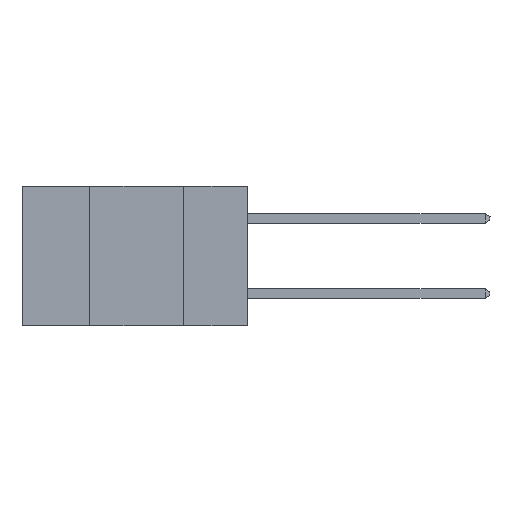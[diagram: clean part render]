
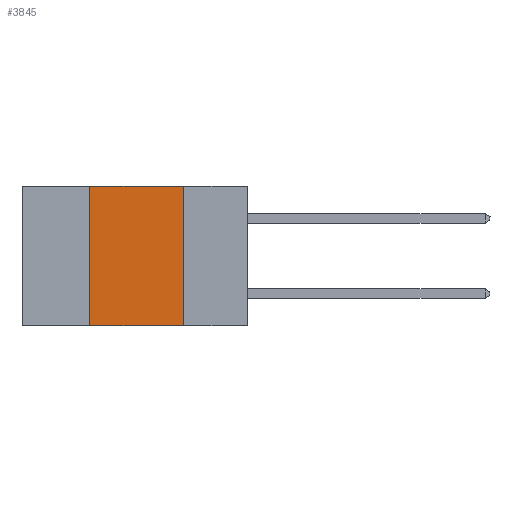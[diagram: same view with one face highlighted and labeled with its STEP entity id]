
A CAD part, left-side view. The second image highlights one B-rep face of the part: STEP entity #3845.
In plain terms, the highlighted planar face has unit normal (-1, 0, 0).
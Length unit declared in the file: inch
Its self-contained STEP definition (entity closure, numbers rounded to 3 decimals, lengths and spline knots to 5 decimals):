
#753 = ORIENTED_EDGE ( 'NONE', *, *, #8096, .F. ) ;
#823 = LINE ( 'NONE', #2092, #3202 ) ;
#1027 = LINE ( 'NONE', #1105, #7077 ) ;
#1105 = CARTESIAN_POINT ( 'NONE',  ( 0., 0.6, 0. ) ) ;
#1485 = FACE_OUTER_BOUND ( 'NONE', #11812, .T. ) ;
#1648 = EDGE_CURVE ( 'NONE', #14003, #4539, #823, .T. ) ;
#1723 = CARTESIAN_POINT ( 'NONE',  ( 0., 0.42, 0. ) ) ;
#2092 = CARTESIAN_POINT ( 'NONE',  ( 0., 0.6, -0.37 ) ) ;
#2987 = EDGE_CURVE ( 'NONE', #14003, #9546, #14530, .T. ) ;
#3202 = VECTOR ( 'NONE', #5647, 39.37008 ) ;
#3493 = AXIS2_PLACEMENT_3D ( 'NONE', #7398, #8575, #13312 ) ;
#3828 = CARTESIAN_POINT ( 'NONE',  ( 0., 0.42, -0.37 ) ) ;
#3845 = ADVANCED_FACE ( 'NONE', ( #1485 ), #5131, .F. ) ;
#4094 = ORIENTED_EDGE ( 'NONE', *, *, #1648, .T. ) ;
#4508 = CARTESIAN_POINT ( 'NONE',  ( 0., 0.17, 0. ) ) ;
#4539 = VERTEX_POINT ( 'NONE', #8518 ) ;
#4826 = DIRECTION ( 'NONE',  ( 0., 0., -1. ) ) ;
#4865 = VERTEX_POINT ( 'NONE', #4508 ) ;
#5131 = PLANE ( 'NONE',  #3493 ) ;
#5647 = DIRECTION ( 'NONE',  ( 0., -1., 0. ) ) ;
#7077 = VECTOR ( 'NONE', #14112, 39.37008 ) ;
#7376 = CARTESIAN_POINT ( 'NONE',  ( 0., 0.42, -0.37 ) ) ;
#7398 = CARTESIAN_POINT ( 'NONE',  ( 0., 0.6, 0. ) ) ;
#8073 = EDGE_CURVE ( 'NONE', #9546, #4865, #1027, .T. ) ;
#8096 = EDGE_CURVE ( 'NONE', #4865, #4539, #11754, .T. ) ;
#8505 = VECTOR ( 'NONE', #12324, 39.37008 ) ;
#8518 = CARTESIAN_POINT ( 'NONE',  ( 0., 0.17, -0.37 ) ) ;
#8575 = DIRECTION ( 'NONE',  ( 1., 0., 0. ) ) ;
#9546 = VERTEX_POINT ( 'NONE', #1723 ) ;
#10800 = CARTESIAN_POINT ( 'NONE',  ( 0., 0.17, -0.37 ) ) ;
#11754 = LINE ( 'NONE', #10800, #12350 ) ;
#11812 = EDGE_LOOP ( 'NONE', ( #753, #13456, #14869, #4094 ) ) ;
#12324 = DIRECTION ( 'NONE',  ( 0., 0., 1. ) ) ;
#12350 = VECTOR ( 'NONE', #4826, 39.37008 ) ;
#13312 = DIRECTION ( 'NONE',  ( 0., 0., -1. ) ) ;
#13456 = ORIENTED_EDGE ( 'NONE', *, *, #8073, .F. ) ;
#14003 = VERTEX_POINT ( 'NONE', #7376 ) ;
#14112 = DIRECTION ( 'NONE',  ( 0., -1., 0. ) ) ;
#14530 = LINE ( 'NONE', #3828, #8505 ) ;
#14869 = ORIENTED_EDGE ( 'NONE', *, *, #2987, .F. ) ;
